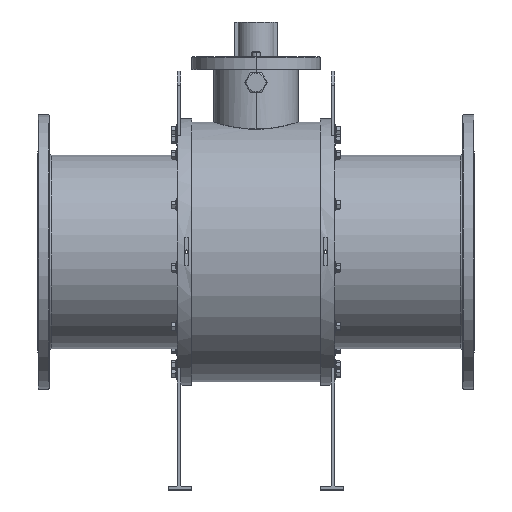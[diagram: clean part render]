
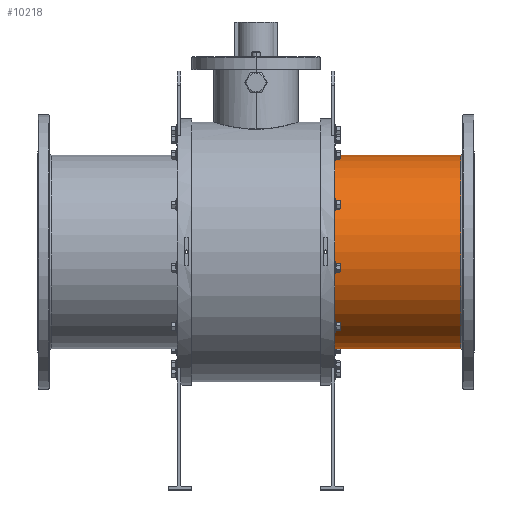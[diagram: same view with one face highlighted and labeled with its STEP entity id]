
A CAD part, top view. The second image highlights one B-rep face of the part: STEP entity #10218.
In plain terms, the highlighted cylindrical face has radius 264.5 mm (diameter 529 mm), a partial arc.
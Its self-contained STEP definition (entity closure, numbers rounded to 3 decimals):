
#112 = CARTESIAN_POINT ( 'NONE',  ( -597., 0., 0. ) ) ;
#181 = AXIS2_PLACEMENT_3D ( 'NONE', #112, #13120, #336 ) ;
#287 = EDGE_CURVE ( 'NONE', #8227, #7082, #10004, .T. ) ;
#336 = DIRECTION ( 'NONE',  ( 0., -1., 0. ) ) ;
#385 = VECTOR ( 'NONE', #8663, 1000. ) ;
#396 = CARTESIAN_POINT ( 'NONE',  ( 215., -264.5, 0. ) ) ;
#406 = CYLINDRICAL_SURFACE ( 'NONE', #181, 264.5 ) ;
#657 = LINE ( 'NONE', #12740, #5766 ) ;
#687 = CARTESIAN_POINT ( 'NONE',  ( 215., 264.5, 0. ) ) ;
#856 = DIRECTION ( 'NONE',  ( 0., 0., -1. ) ) ;
#989 = DIRECTION ( 'NONE',  ( 1., 0., 0. ) ) ;
#1656 = DIRECTION ( 'NONE',  ( -1., 0., 0. ) ) ;
#2151 = CARTESIAN_POINT ( 'NONE',  ( 560., 0., 0. ) ) ;
#2748 = AXIS2_PLACEMENT_3D ( 'NONE', #7387, #989, #856 ) ;
#4636 = AXIS2_PLACEMENT_3D ( 'NONE', #2151, #10680, #7757 ) ;
#4950 = ORIENTED_EDGE ( 'NONE', *, *, #7421, .F. ) ;
#5383 = EDGE_LOOP ( 'NONE', ( #7251, #13804, #13795, #4950 ) ) ;
#5422 = VERTEX_POINT ( 'NONE', #14035 ) ;
#5766 = VECTOR ( 'NONE', #1656, 1000. ) ;
#7082 = VERTEX_POINT ( 'NONE', #396 ) ;
#7185 = EDGE_CURVE ( 'NONE', #5422, #9137, #10087, .T. ) ;
#7251 = ORIENTED_EDGE ( 'NONE', *, *, #7185, .T. ) ;
#7387 = CARTESIAN_POINT ( 'NONE',  ( 215., 0., 0. ) ) ;
#7421 = EDGE_CURVE ( 'NONE', #5422, #7082, #657, .T. ) ;
#7757 = DIRECTION ( 'NONE',  ( 0., 1., 0. ) ) ;
#8099 = CARTESIAN_POINT ( 'NONE',  ( 560., 264.5, 0. ) ) ;
#8227 = VERTEX_POINT ( 'NONE', #687 ) ;
#8663 = DIRECTION ( 'NONE',  ( -1., 0., 0. ) ) ;
#8783 = FACE_OUTER_BOUND ( 'NONE', #5383, .T. ) ;
#8911 = EDGE_CURVE ( 'NONE', #9137, #8227, #9598, .T. ) ;
#9137 = VERTEX_POINT ( 'NONE', #8099 ) ;
#9598 = LINE ( 'NONE', #12867, #385 ) ;
#10004 = CIRCLE ( 'NONE', #2748, 264.5 ) ;
#10087 = CIRCLE ( 'NONE', #4636, 264.5 ) ;
#10218 = ADVANCED_FACE ( 'NONE', ( #8783 ), #406, .T. ) ;
#10680 = DIRECTION ( 'NONE',  ( -1., 0., 0. ) ) ;
#12740 = CARTESIAN_POINT ( 'NONE',  ( -597., -264.5, 0. ) ) ;
#12867 = CARTESIAN_POINT ( 'NONE',  ( -597., 264.5, 0. ) ) ;
#13120 = DIRECTION ( 'NONE',  ( -1., 0., 0. ) ) ;
#13795 = ORIENTED_EDGE ( 'NONE', *, *, #287, .T. ) ;
#13804 = ORIENTED_EDGE ( 'NONE', *, *, #8911, .T. ) ;
#14035 = CARTESIAN_POINT ( 'NONE',  ( 560., -264.5, 0. ) ) ;
